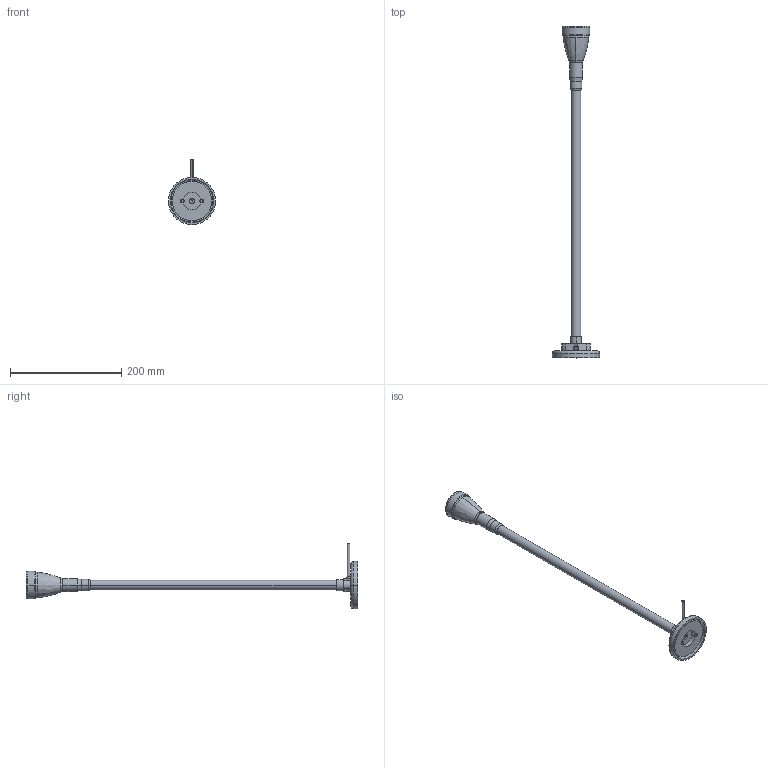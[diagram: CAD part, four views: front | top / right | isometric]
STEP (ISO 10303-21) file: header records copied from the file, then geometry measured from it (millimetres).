
FILE_DESCRIPTION((''),'2;1');
FILE_NAME('221684_SM01_ASM','2021-03-01T09:51:06',('nbanister'),('BANNER ENGINEERING CORP.'),'CREO PARAMETRIC BY PTC INC, 2019292','CREO PARAMETRIC BY PTC INC, 2019292','');
FILE_SCHEMA(('CONFIG_CONTROL_DESIGN','SHAPE_APPEARANCE_LAYERS_GROUPS'));
Length unit declared in the file: inch
Products named in the file (7): 221684_EP02; 85776_MAGNETIC_BASE; 85776_MAGNET; 85776_ASM; SHCS_1_4-20X3_4; 221684_CABLE; 221684_SM01_ASM
Assembly tree (7 placements, depth 3):
  221684_SM01_ASM
    221684_EP02
    85776_ASM
      85776_MAGNETIC_BASE
      85776_MAGNET
    SHCS_1_4-20X3_4  x2
    221684_CABLE
Bounding box: 84.96 x 596.65 x 117.48 mm (x, y, z)
Volume: 277513.1 mm3; surface area: 74080.3 mm2
Topology: 6 solids, 6 shells, 179 faces, 378 edges, 228 vertices
Faces by surface type: cylinder 78, plane 48, torus 30, cone 10, revolution 6, bspline 5, sphere 2
Entity records: 5752 total; most frequent: CARTESIAN_POINT 1147, DIRECTION 872, ORIENTED_EDGE 680, AXIS2_PLACEMENT_3D 375, EDGE_CURVE 340, CIRCLE 209, VERTEX_POINT 204, EDGE_LOOP 188
